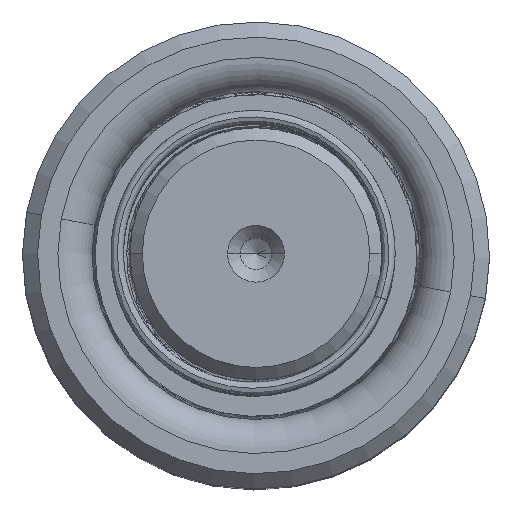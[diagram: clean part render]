
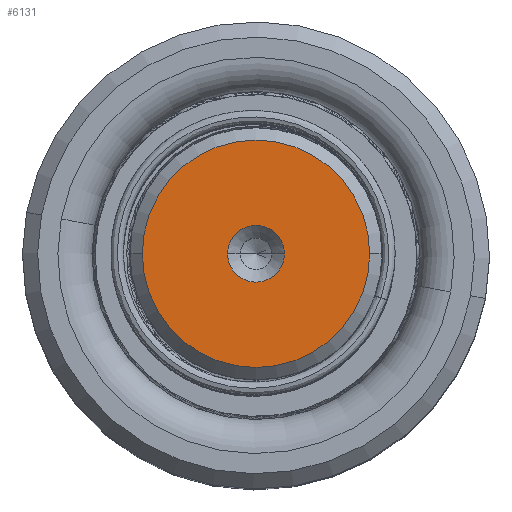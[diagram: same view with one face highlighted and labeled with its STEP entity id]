
A CAD part, top view. The second image highlights one B-rep face of the part: STEP entity #6131.
In plain terms, the highlighted planar face has unit normal (0, 0, 1).
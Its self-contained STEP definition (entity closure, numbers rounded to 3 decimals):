
#14 = AXIS2_PLACEMENT_3D ( 'NONE', #31684, #21028, #4828 ) ;
#761 = DIRECTION ( 'NONE',  ( 0., 0., 1. ) ) ;
#868 = EDGE_LOOP ( 'NONE', ( #27978, #24462 ) ) ;
#1790 = DIRECTION ( 'NONE',  ( 0., 0., 1. ) ) ;
#2852 = DIRECTION ( 'NONE',  ( 1., 0., 0. ) ) ;
#4376 = VERTEX_POINT ( 'NONE', #10809 ) ;
#4668 = CARTESIAN_POINT ( 'NONE',  ( 0., 0., 130. ) ) ;
#4828 = DIRECTION ( 'NONE',  ( 1., 0., 0. ) ) ;
#4974 = AXIS2_PLACEMENT_3D ( 'NONE', #20637, #1790, #23480 ) ;
#5111 = CARTESIAN_POINT ( 'NONE',  ( -2.25, 0., 130. ) ) ;
#5137 = ORIENTED_EDGE ( 'NONE', *, *, #7381, .F. ) ;
#6131 = ADVANCED_FACE ( 'NONE', ( #11805, #10115 ), #22929, .T. ) ;
#6266 = DIRECTION ( 'NONE',  ( 1., 0., 0. ) ) ;
#7381 = EDGE_CURVE ( 'NONE', #10216, #8586, #7596, .T. ) ;
#7596 = CIRCLE ( 'NONE', #22749, 2.25 ) ;
#7790 = CARTESIAN_POINT ( 'NONE',  ( 2.25, 0., 130. ) ) ;
#8586 = VERTEX_POINT ( 'NONE', #7790 ) ;
#10115 = FACE_OUTER_BOUND ( 'NONE', #868, .T. ) ;
#10216 = VERTEX_POINT ( 'NONE', #5111 ) ;
#10809 = CARTESIAN_POINT ( 'NONE',  ( -9.009, 0., 130. ) ) ;
#11805 = FACE_BOUND ( 'NONE', #12423, .T. ) ;
#12215 = CARTESIAN_POINT ( 'NONE',  ( 0., 0., 130. ) ) ;
#12423 = EDGE_LOOP ( 'NONE', ( #23158, #5137 ) ) ;
#14391 = CIRCLE ( 'NONE', #34259, 2.25 ) ;
#19142 = CIRCLE ( 'NONE', #4974, 9.009 ) ;
#19956 = VERTEX_POINT ( 'NONE', #30563 ) ;
#20637 = CARTESIAN_POINT ( 'NONE',  ( 0., 0., 130. ) ) ;
#21028 = DIRECTION ( 'NONE',  ( 0., 0., 1. ) ) ;
#21794 = EDGE_CURVE ( 'NONE', #4376, #19956, #19142, .T. ) ;
#22749 = AXIS2_PLACEMENT_3D ( 'NONE', #4668, #23131, #25999 ) ;
#22894 = CIRCLE ( 'NONE', #33369, 9.009 ) ;
#22929 = PLANE ( 'NONE',  #14 ) ;
#23131 = DIRECTION ( 'NONE',  ( 0., 0., 1. ) ) ;
#23158 = ORIENTED_EDGE ( 'NONE', *, *, #23281, .F. ) ;
#23281 = EDGE_CURVE ( 'NONE', #8586, #10216, #14391, .T. ) ;
#23480 = DIRECTION ( 'NONE',  ( 1., 0., 0. ) ) ;
#24462 = ORIENTED_EDGE ( 'NONE', *, *, #34670, .T. ) ;
#24657 = DIRECTION ( 'NONE',  ( 0., 0., 1. ) ) ;
#25999 = DIRECTION ( 'NONE',  ( 1., 0., 0. ) ) ;
#27978 = ORIENTED_EDGE ( 'NONE', *, *, #21794, .T. ) ;
#30203 = CARTESIAN_POINT ( 'NONE',  ( 0., 0., 130. ) ) ;
#30563 = CARTESIAN_POINT ( 'NONE',  ( 9.009, 0., 130. ) ) ;
#31684 = CARTESIAN_POINT ( 'NONE',  ( 0., 0., 130. ) ) ;
#33369 = AXIS2_PLACEMENT_3D ( 'NONE', #12215, #761, #6266 ) ;
#34259 = AXIS2_PLACEMENT_3D ( 'NONE', #30203, #24657, #2852 ) ;
#34670 = EDGE_CURVE ( 'NONE', #19956, #4376, #22894, .T. ) ;
